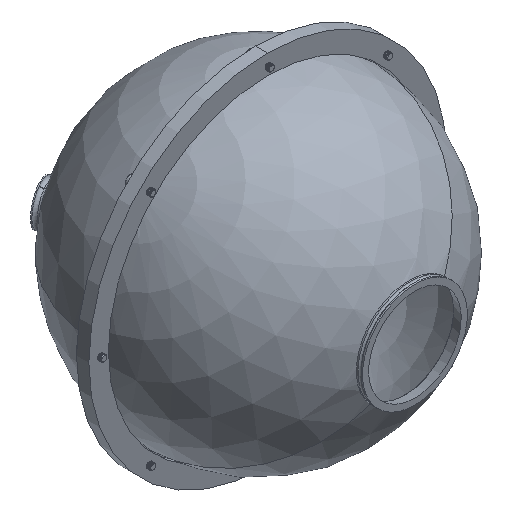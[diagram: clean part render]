
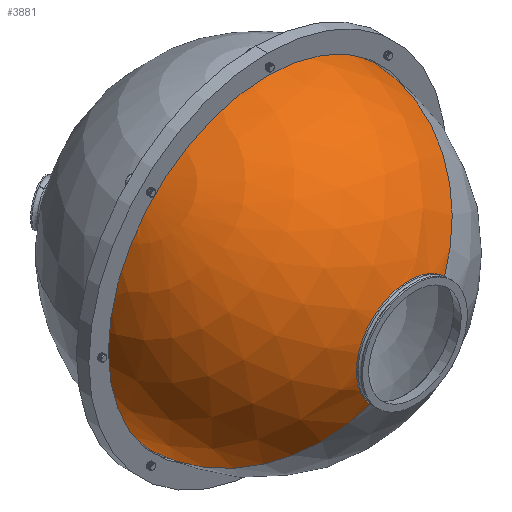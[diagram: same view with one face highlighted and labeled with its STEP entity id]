
A CAD part, isometric view. The second image highlights one B-rep face of the part: STEP entity #3881.
In plain terms, the highlighted spherical face has radius 77 mm.
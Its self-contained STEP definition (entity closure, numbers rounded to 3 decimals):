
#91 = EDGE_CURVE ( 'NONE', #4243, #1600, #2977, .T. ) ;
#397 = CARTESIAN_POINT ( 'NONE',  ( 62.913, -19.711, 54.429 ) ) ;
#576 = DIRECTION ( 'NONE',  ( 0.707, 0., -0.707 ) ) ;
#709 = CARTESIAN_POINT ( 'NONE',  ( -45.945, -19.711, -54.429 ) ) ;
#766 = DIRECTION ( 'NONE',  ( -0.707, 0., 0.707 ) ) ;
#1009 = DIRECTION ( 'NONE',  ( 0.707, 0., 0.707 ) ) ;
#1095 = SPHERICAL_SURFACE ( 'NONE', #7296, 77. ) ;
#1600 = VERTEX_POINT ( 'NONE', #709 ) ;
#2041 = DIRECTION ( 'NONE',  ( 0., -1., 0. ) ) ;
#2383 = ORIENTED_EDGE ( 'NONE', *, *, #91, .F. ) ;
#2423 = CIRCLE ( 'NONE', #6738, 24. ) ;
#2660 = EDGE_CURVE ( 'NONE', #4243, #5325, #2423, .T. ) ;
#2977 = CIRCLE ( 'NONE', #5260, 77. ) ;
#3881 = ADVANCED_FACE ( 'NONE', ( #7724 ), #1095, .T. ) ;
#4060 = EDGE_CURVE ( 'NONE', #7196, #1600, #4397, .T. ) ;
#4155 = CARTESIAN_POINT ( 'NONE',  ( 8.484, -17.711, 0. ) ) ;
#4243 = VERTEX_POINT ( 'NONE', #7158 ) ;
#4397 = CIRCLE ( 'NONE', #5142, 76.974 ) ;
#4510 = DIRECTION ( 'NONE',  ( 0., 1., 0. ) ) ;
#4588 = DIRECTION ( 'NONE',  ( 0.707, 0., -0.707 ) ) ;
#4664 = AXIS2_PLACEMENT_3D ( 'NONE', #6613, #5348, #5910 ) ;
#5092 = EDGE_LOOP ( 'NONE', ( #2383, #6878, #6483, #7440 ) ) ;
#5142 = AXIS2_PLACEMENT_3D ( 'NONE', #6802, #2041, #766 ) ;
#5260 = AXIS2_PLACEMENT_3D ( 'NONE', #7131, #576, #5264 ) ;
#5264 = DIRECTION ( 'NONE',  ( -0.707, 0., -0.707 ) ) ;
#5325 = VERTEX_POINT ( 'NONE', #5558 ) ;
#5348 = DIRECTION ( 'NONE',  ( -0.707, 0., 0.707 ) ) ;
#5558 = CARTESIAN_POINT ( 'NONE',  ( 25.455, -90.875, 16.971 ) ) ;
#5910 = DIRECTION ( 'NONE',  ( 0.707, 0., 0.707 ) ) ;
#6323 = CARTESIAN_POINT ( 'NONE',  ( 8.484, -90.875, 0. ) ) ;
#6374 = EDGE_CURVE ( 'NONE', #5325, #7196, #7838, .T. ) ;
#6483 = ORIENTED_EDGE ( 'NONE', *, *, #6374, .T. ) ;
#6613 = CARTESIAN_POINT ( 'NONE',  ( 8.484, -17.711, 0. ) ) ;
#6738 = AXIS2_PLACEMENT_3D ( 'NONE', #6323, #4510, #6804 ) ;
#6802 = CARTESIAN_POINT ( 'NONE',  ( 8.484, -19.711, 0. ) ) ;
#6804 = DIRECTION ( 'NONE',  ( -0.707, 0., 0.707 ) ) ;
#6878 = ORIENTED_EDGE ( 'NONE', *, *, #2660, .T. ) ;
#7131 = CARTESIAN_POINT ( 'NONE',  ( 8.484, -17.711, 0. ) ) ;
#7158 = CARTESIAN_POINT ( 'NONE',  ( -8.487, -90.875, -16.971 ) ) ;
#7196 = VERTEX_POINT ( 'NONE', #397 ) ;
#7296 = AXIS2_PLACEMENT_3D ( 'NONE', #4155, #4588, #1009 ) ;
#7440 = ORIENTED_EDGE ( 'NONE', *, *, #4060, .T. ) ;
#7724 = FACE_OUTER_BOUND ( 'NONE', #5092, .T. ) ;
#7838 = CIRCLE ( 'NONE', #4664, 77. ) ;
